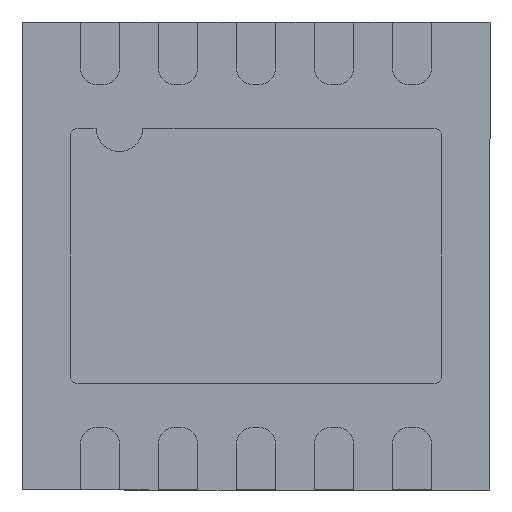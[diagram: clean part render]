
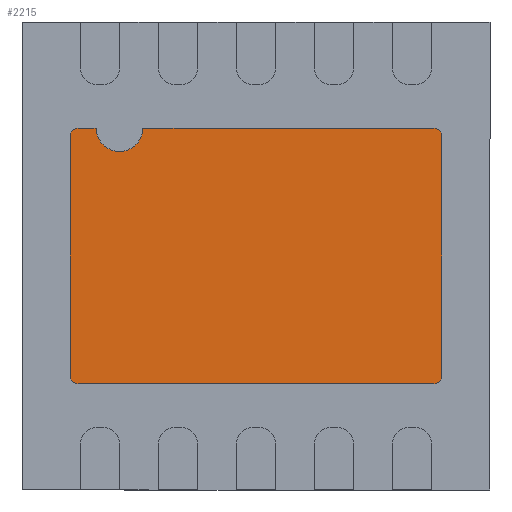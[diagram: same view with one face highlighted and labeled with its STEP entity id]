
A CAD part, front view. The second image highlights one B-rep face of the part: STEP entity #2215.
In plain terms, the highlighted planar face has unit normal (0, -1, 0).
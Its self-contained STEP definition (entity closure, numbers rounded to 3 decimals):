
#11 = LINE ( 'NONE', #1454, #2352 ) ;
#30 = ORIENTED_EDGE ( 'NONE', *, *, #3511, .F. ) ;
#84 = EDGE_CURVE ( 'NONE', #2600, #3697, #3548, .T. ) ;
#141 = ORIENTED_EDGE ( 'NONE', *, *, #779, .F. ) ;
#146 = DIRECTION ( 'NONE',  ( 0., 0., -1. ) ) ;
#161 = DIRECTION ( 'NONE',  ( 0., 0., -1. ) ) ;
#164 = DIRECTION ( 'NONE',  ( -1., 0., 0. ) ) ;
#198 = CIRCLE ( 'NONE', #3996, 0.05 ) ;
#313 = DIRECTION ( 'NONE',  ( 0., -1., 0. ) ) ;
#554 = CARTESIAN_POINT ( 'NONE',  ( 1.19, 0., 0. ) ) ;
#606 = DIRECTION ( 'NONE',  ( 0., 0., -1. ) ) ;
#629 = VERTEX_POINT ( 'NONE', #5169 ) ;
#635 = CARTESIAN_POINT ( 'NONE',  ( 1.19, 0., 0.77 ) ) ;
#771 = DIRECTION ( 'NONE',  ( 0., 0., -1. ) ) ;
#779 = EDGE_CURVE ( 'NONE', #2266, #5279, #3535, .T. ) ;
#806 = EDGE_CURVE ( 'NONE', #5227, #5257, #1295, .T. ) ;
#817 = VECTOR ( 'NONE', #4387, 1000. ) ;
#904 = DIRECTION ( 'NONE',  ( 0., 0., -1. ) ) ;
#987 = CARTESIAN_POINT ( 'NONE',  ( -1.14, 0., -0.77 ) ) ;
#1009 = CARTESIAN_POINT ( 'NONE',  ( -1.19, 0., -0.77 ) ) ;
#1041 = LINE ( 'NONE', #5172, #1677 ) ;
#1067 = EDGE_CURVE ( 'NONE', #5257, #2600, #5177, .T. ) ;
#1189 = ORIENTED_EDGE ( 'NONE', *, *, #4793, .T. ) ;
#1209 = ORIENTED_EDGE ( 'NONE', *, *, #2155, .F. ) ;
#1295 = LINE ( 'NONE', #4366, #817 ) ;
#1442 = ORIENTED_EDGE ( 'NONE', *, *, #4654, .F. ) ;
#1454 = CARTESIAN_POINT ( 'NONE',  ( 0., 0., 0.82 ) ) ;
#1590 = ORIENTED_EDGE ( 'NONE', *, *, #2019, .F. ) ;
#1604 = VECTOR ( 'NONE', #606, 1000. ) ;
#1672 = ORIENTED_EDGE ( 'NONE', *, *, #84, .T. ) ;
#1677 = VECTOR ( 'NONE', #3088, 1000. ) ;
#2019 = EDGE_CURVE ( 'NONE', #629, #2266, #198, .T. ) ;
#2155 = EDGE_CURVE ( 'NONE', #3965, #3697, #3877, .T. ) ;
#2215 = ADVANCED_FACE ( 'NONE', ( #3337 ), #5282, .T. ) ;
#2266 = VERTEX_POINT ( 'NONE', #635 ) ;
#2293 = VECTOR ( 'NONE', #2550, 1000. ) ;
#2335 = CARTESIAN_POINT ( 'NONE',  ( -1.14, 0., -0.82 ) ) ;
#2352 = VECTOR ( 'NONE', #164, 1000. ) ;
#2411 = DIRECTION ( 'NONE',  ( 0., 0., -1. ) ) ;
#2488 = EDGE_CURVE ( 'NONE', #5279, #5150, #2998, .T. ) ;
#2550 = DIRECTION ( 'NONE',  ( 0., 0., -1. ) ) ;
#2598 = CARTESIAN_POINT ( 'NONE',  ( -1.025, 0., 0.82 ) ) ;
#2600 = VERTEX_POINT ( 'NONE', #3739 ) ;
#2795 = CARTESIAN_POINT ( 'NONE',  ( 0., 0., 0. ) ) ;
#2897 = ORIENTED_EDGE ( 'NONE', *, *, #2488, .F. ) ;
#2918 = DIRECTION ( 'NONE',  ( 0., 0., -1. ) ) ;
#2966 = CARTESIAN_POINT ( 'NONE',  ( -1.19, 0., 0. ) ) ;
#2998 = CIRCLE ( 'NONE', #3349, 0.05 ) ;
#3088 = DIRECTION ( 'NONE',  ( -1., 0., 0. ) ) ;
#3188 = VERTEX_POINT ( 'NONE', #3282 ) ;
#3252 = CIRCLE ( 'NONE', #3837, 0.15 ) ;
#3282 = CARTESIAN_POINT ( 'NONE',  ( -0.725, 0., 0.82 ) ) ;
#3292 = EDGE_LOOP ( 'NONE', ( #4376, #4996, #1672, #1209, #1442, #2897, #141, #1590, #1189, #30 ) ) ;
#3337 = FACE_OUTER_BOUND ( 'NONE', #3292, .T. ) ;
#3349 = AXIS2_PLACEMENT_3D ( 'NONE', #4347, #3437, #904 ) ;
#3437 = DIRECTION ( 'NONE',  ( 0., 1., 0. ) ) ;
#3439 = CARTESIAN_POINT ( 'NONE',  ( 1.14, 0., -0.82 ) ) ;
#3511 = EDGE_CURVE ( 'NONE', #5227, #3188, #3252, .T. ) ;
#3535 = LINE ( 'NONE', #554, #1604 ) ;
#3539 = CARTESIAN_POINT ( 'NONE',  ( 1.14, 0., 0.77 ) ) ;
#3548 = LINE ( 'NONE', #2966, #2293 ) ;
#3549 = CARTESIAN_POINT ( 'NONE',  ( -1.14, 0., 0.82 ) ) ;
#3597 = DIRECTION ( 'NONE',  ( 0., 1., 0. ) ) ;
#3646 = DIRECTION ( 'NONE',  ( 0., -1., 0. ) ) ;
#3697 = VERTEX_POINT ( 'NONE', #1009 ) ;
#3739 = CARTESIAN_POINT ( 'NONE',  ( -1.19, 0., 0.77 ) ) ;
#3744 = AXIS2_PLACEMENT_3D ( 'NONE', #987, #4002, #161 ) ;
#3837 = AXIS2_PLACEMENT_3D ( 'NONE', #4575, #5371, #771 ) ;
#3877 = CIRCLE ( 'NONE', #3744, 0.05 ) ;
#3898 = AXIS2_PLACEMENT_3D ( 'NONE', #2795, #3646, #2411 ) ;
#3965 = VERTEX_POINT ( 'NONE', #2335 ) ;
#3996 = AXIS2_PLACEMENT_3D ( 'NONE', #3539, #3597, #146 ) ;
#4002 = DIRECTION ( 'NONE',  ( 0., 1., 0. ) ) ;
#4347 = CARTESIAN_POINT ( 'NONE',  ( 1.14, 0., -0.77 ) ) ;
#4348 = CARTESIAN_POINT ( 'NONE',  ( 1.19, 0., -0.77 ) ) ;
#4366 = CARTESIAN_POINT ( 'NONE',  ( 0., 0., 0.82 ) ) ;
#4376 = ORIENTED_EDGE ( 'NONE', *, *, #806, .T. ) ;
#4387 = DIRECTION ( 'NONE',  ( -1., 0., 0. ) ) ;
#4575 = CARTESIAN_POINT ( 'NONE',  ( -0.875, 0., 0.82 ) ) ;
#4654 = EDGE_CURVE ( 'NONE', #5150, #3965, #1041, .T. ) ;
#4793 = EDGE_CURVE ( 'NONE', #629, #3188, #11, .T. ) ;
#4996 = ORIENTED_EDGE ( 'NONE', *, *, #1067, .T. ) ;
#5011 = CARTESIAN_POINT ( 'NONE',  ( -1.14, 0., 0.77 ) ) ;
#5150 = VERTEX_POINT ( 'NONE', #3439 ) ;
#5169 = CARTESIAN_POINT ( 'NONE',  ( 1.14, 0., 0.82 ) ) ;
#5172 = CARTESIAN_POINT ( 'NONE',  ( 0., 0., -0.82 ) ) ;
#5177 = CIRCLE ( 'NONE', #5388, 0.05 ) ;
#5227 = VERTEX_POINT ( 'NONE', #2598 ) ;
#5257 = VERTEX_POINT ( 'NONE', #3549 ) ;
#5279 = VERTEX_POINT ( 'NONE', #4348 ) ;
#5282 = PLANE ( 'NONE',  #3898 ) ;
#5371 = DIRECTION ( 'NONE',  ( 0., -1., 0. ) ) ;
#5388 = AXIS2_PLACEMENT_3D ( 'NONE', #5011, #313, #2918 ) ;
